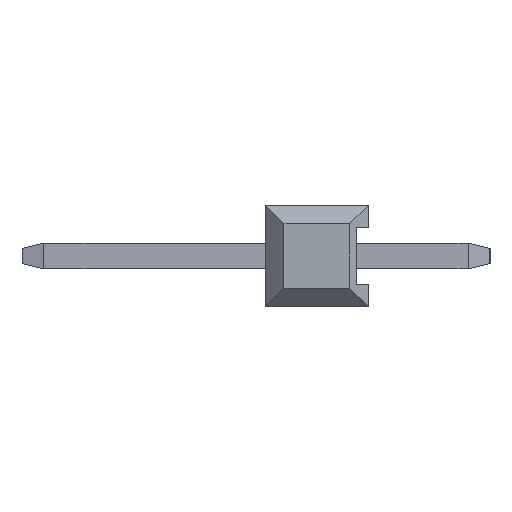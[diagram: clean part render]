
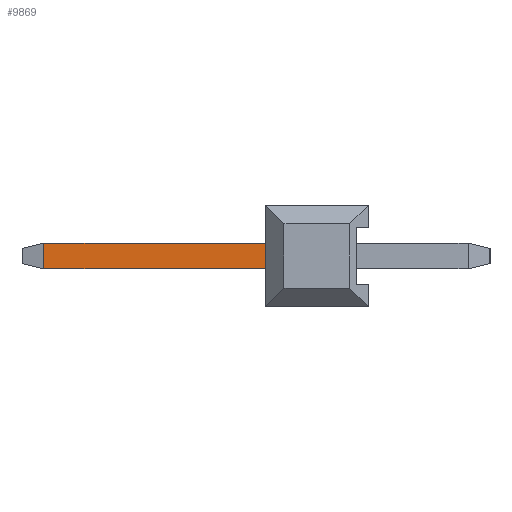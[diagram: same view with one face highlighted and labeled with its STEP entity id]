
A CAD part, left-side view. The second image highlights one B-rep face of the part: STEP entity #9869.
In plain terms, the highlighted planar face has unit normal (-1, 0, 0).
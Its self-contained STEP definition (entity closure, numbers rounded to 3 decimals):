
#324 = PLANE ( 'NONE',  #13281 ) ;
#325 = CARTESIAN_POINT ( 'NONE',  ( -0.32, 8.54, 0.32 ) ) ;
#326 = DIRECTION ( 'NONE',  ( -1., 0., 0. ) ) ;
#327 = DIRECTION ( 'NONE',  ( 0., 0., 1. ) ) ;
#491 = LINE ( 'NONE', #492, #13347 ) ;
#492 = CARTESIAN_POINT ( 'NONE',  ( -0.32, 8.54, -0.32 ) ) ;
#493 = DIRECTION ( 'NONE',  ( 0., -1., 0. ) ) ;
#497 = LINE ( 'NONE', #498, #13349 ) ;
#498 = CARTESIAN_POINT ( 'NONE',  ( -0.32, 7.999, 0.32 ) ) ;
#499 = DIRECTION ( 'NONE',  ( 0., 0., -1. ) ) ;
#500 = LINE ( 'NONE', #501, #13350 ) ;
#501 = CARTESIAN_POINT ( 'NONE',  ( -0.32, 8.54, 0.32 ) ) ;
#502 = DIRECTION ( 'NONE',  ( 0., -1., 0. ) ) ;
#9808 = CARTESIAN_POINT ( 'NONE',  ( -0.32, 2.54, -0.32 ) ) ;
#9810 = CARTESIAN_POINT ( 'NONE',  ( -0.32, 2.54, 0.32 ) ) ;
#9858 = CARTESIAN_POINT ( 'NONE',  ( -0.32, 7.999, -0.32 ) ) ;
#9861 = CARTESIAN_POINT ( 'NONE',  ( -0.32, 7.999, 0.32 ) ) ;
#9869 = ADVANCED_FACE ( 'NONE', ( #13275 ), #324, .T. ) ;
#9903 = EDGE_CURVE ( 'NONE', #22763, #22735, #491, .T. ) ;
#9907 = EDGE_CURVE ( 'NONE', #22765, #22763, #497, .T. ) ;
#9910 = EDGE_CURVE ( 'NONE', #22765, #22736, #500, .T. ) ;
#10868 = EDGE_LOOP ( 'NONE', ( #13478, #13480, #13479, #13481 ) ) ;
#13275 = FACE_OUTER_BOUND ( 'NONE', #10868, .T. ) ;
#13281 = AXIS2_PLACEMENT_3D ( 'NONE', #325, #326, #327 ) ;
#13347 = VECTOR ( 'NONE', #493, 1000. ) ;
#13349 = VECTOR ( 'NONE', #499, 1000. ) ;
#13350 = VECTOR ( 'NONE', #502, 1000. ) ;
#13478 = ORIENTED_EDGE ( 'NONE', *, *, #9910, .F. ) ;
#13479 = ORIENTED_EDGE ( 'NONE', *, *, #9903, .T. ) ;
#13480 = ORIENTED_EDGE ( 'NONE', *, *, #9907, .T. ) ;
#13481 = ORIENTED_EDGE ( 'NONE', *, *, #14896, .T. ) ;
#14896 = EDGE_CURVE ( 'NONE', #22735, #22736, #20299, .T. ) ;
#20299 = LINE ( 'NONE', #20300, #21476 ) ;
#20300 = CARTESIAN_POINT ( 'NONE',  ( -0.32, 2.54, -0.32 ) ) ;
#20301 = DIRECTION ( 'NONE',  ( 0., 0., 1. ) ) ;
#21476 = VECTOR ( 'NONE', #20301, 1000. ) ;
#22735 = VERTEX_POINT ( 'NONE', #9808 ) ;
#22736 = VERTEX_POINT ( 'NONE', #9810 ) ;
#22763 = VERTEX_POINT ( 'NONE', #9858 ) ;
#22765 = VERTEX_POINT ( 'NONE', #9861 ) ;
